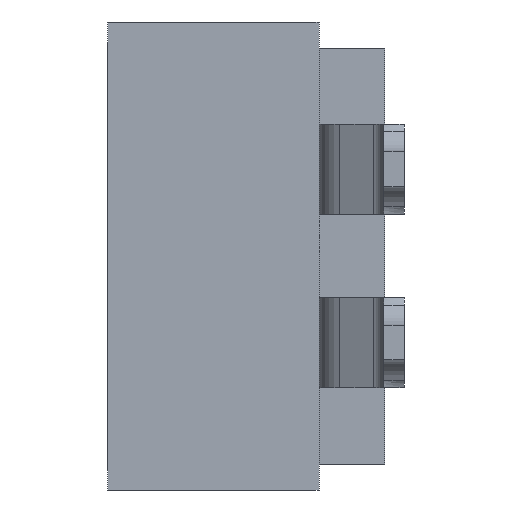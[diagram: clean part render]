
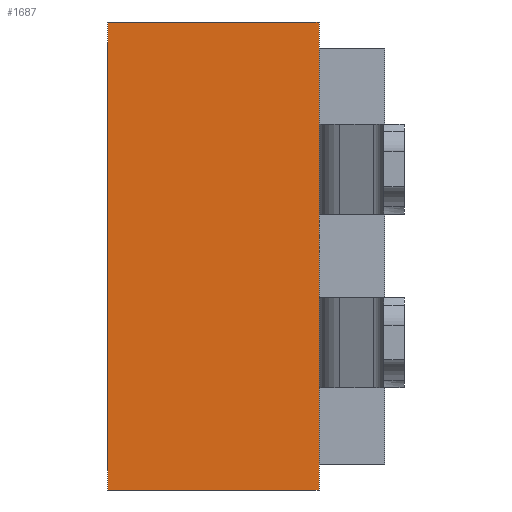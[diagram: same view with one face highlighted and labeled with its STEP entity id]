
A CAD part, left-side view. The second image highlights one B-rep face of the part: STEP entity #1687.
In plain terms, the highlighted planar face has unit normal (-1, 0, 0).
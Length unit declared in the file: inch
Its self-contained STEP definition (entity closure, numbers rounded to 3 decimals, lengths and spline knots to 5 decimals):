
#1312=DIRECTION('',(0.,1.,0.));
#1313=VECTOR('',#1312,0.122);
#1314=CARTESIAN_POINT('',(-0.142,-0.122,-0.135));
#1315=LINE('',#1314,#1313);
#1324=DIRECTION('',(0.,0.,1.));
#1325=VECTOR('',#1324,0.27);
#1326=CARTESIAN_POINT('',(-0.142,0.,-0.135));
#1327=LINE('',#1326,#1325);
#1336=DIRECTION('',(0.,1.,0.));
#1337=VECTOR('',#1336,0.122);
#1338=CARTESIAN_POINT('',(-0.142,-0.122,0.135));
#1339=LINE('',#1338,#1337);
#1400=DIRECTION('',(0.,0.,1.));
#1401=VECTOR('',#1400,0.27);
#1402=CARTESIAN_POINT('',(-0.142,-0.122,-0.135));
#1403=LINE('',#1402,#1401);
#1500=CARTESIAN_POINT('',(-0.142,-0.122,-0.135));
#1501=CARTESIAN_POINT('',(-0.142,0.,-0.135));
#1502=VERTEX_POINT('',#1500);
#1503=VERTEX_POINT('',#1501);
#1504=CARTESIAN_POINT('',(-0.142,-0.122,0.135));
#1505=CARTESIAN_POINT('',(-0.142,0.,0.135));
#1506=VERTEX_POINT('',#1504);
#1507=VERTEX_POINT('',#1505);
#1676=CARTESIAN_POINT('',(-0.142,-0.122,-0.135));
#1677=DIRECTION('',(1.,0.,0.));
#1678=DIRECTION('',(0.,1.,0.));
#1679=AXIS2_PLACEMENT_3D('',#1676,#1677,#1678);
#1680=PLANE('',#1679);
#1681=ORIENTED_EDGE('',*,*,#1535,.T.);
#1682=ORIENTED_EDGE('',*,*,#1551,.T.);
#1683=ORIENTED_EDGE('',*,*,#1576,.F.);
#1684=ORIENTED_EDGE('',*,*,#1590,.F.);
#1685=EDGE_LOOP('',(#1681,#1682,#1683,#1684));
#1686=FACE_OUTER_BOUND('',#1685,.F.);
#1687=ADVANCED_FACE('',(#1686),#1680,.F.);
#1535=EDGE_CURVE('',#1502,#1503,#1315,.T.);
#1551=EDGE_CURVE('',#1503,#1507,#1327,.T.);
#1576=EDGE_CURVE('',#1506,#1507,#1339,.T.);
#1590=EDGE_CURVE('',#1502,#1506,#1403,.T.);
